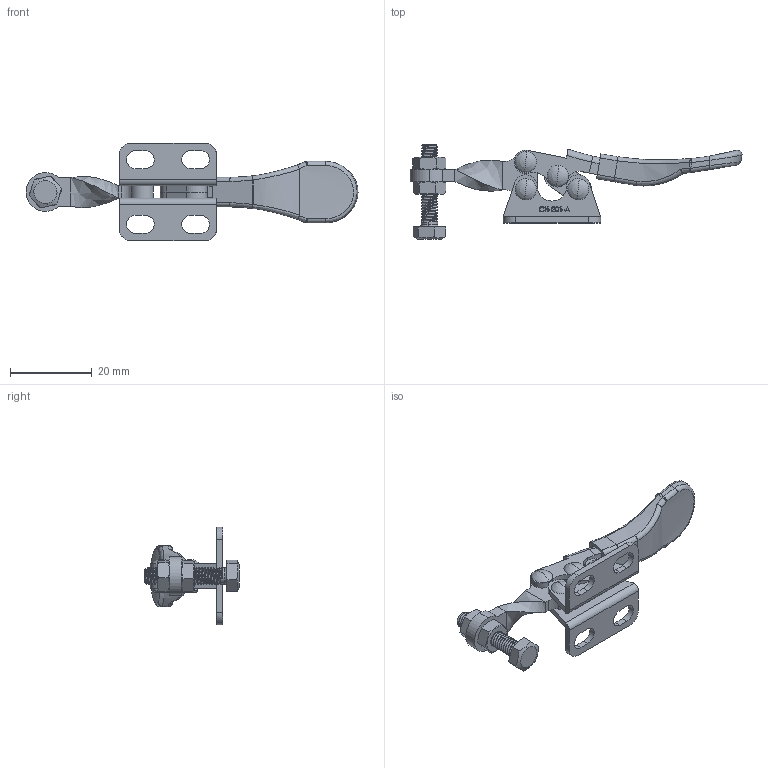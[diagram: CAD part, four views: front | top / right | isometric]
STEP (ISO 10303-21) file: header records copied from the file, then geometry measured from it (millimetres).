
FILE_DESCRIPTION (( 'STEP AP203' ), '1' );
FILE_NAME ('CH-201-A.STEP', '2017-11-14T02:36:57', ( 'Windows' ), ( 'Microsoft' ), 'SwSTEP 2.0', 'SolidWorks 2015', '' );
FILE_SCHEMA (( 'CONFIG_CONTROL_DESIGN' ));
Length unit declared in the file: millimetre
Products named in the file (10): CH-201-03 HANDLE; CH-201-A-06; M4 Nut; CH-SA-042007 SPINDLE SUPPLIED; CH-201-A-01 FLANGED BASE; CH-201-A; CH-201-A-02 SOLID BAR; CH-201-A-04; CH-201-A-03; CH-201-A-05
Assembly tree (14 placements, depth 3):
  CH-201-A
    CH-201-A-01 FLANGED BASE
    CH-201-A-02 SOLID BAR
    CH-201-A-04  x2
    CH-201-03 HANDLE
      CH-201-A-03
      CH-201-A-05
    CH-201-A-06  x4
    M4 Nut  x2
    CH-SA-042007 SPINDLE SUPPLIED
Bounding box: 81.05 x 23 x 23.8 mm (x, y, z)
Volume: 4380.6 mm3; surface area: 7734.6 mm2
Topology: 14 solids, 14 shells, 706 faces, 1871 edges, 1209 vertices
Faces by surface type: plane 250, cylinder 195, bspline 180, torus 44, cone 31, sphere 6
Entity records: 30972 total; most frequent: CARTESIAN_POINT 15728, ORIENTED_EDGE 3346, DIRECTION 2240, EDGE_CURVE 1673, VERTEX_POINT 1097, VECTOR 864, LINE 864, EDGE_LOOP 688
